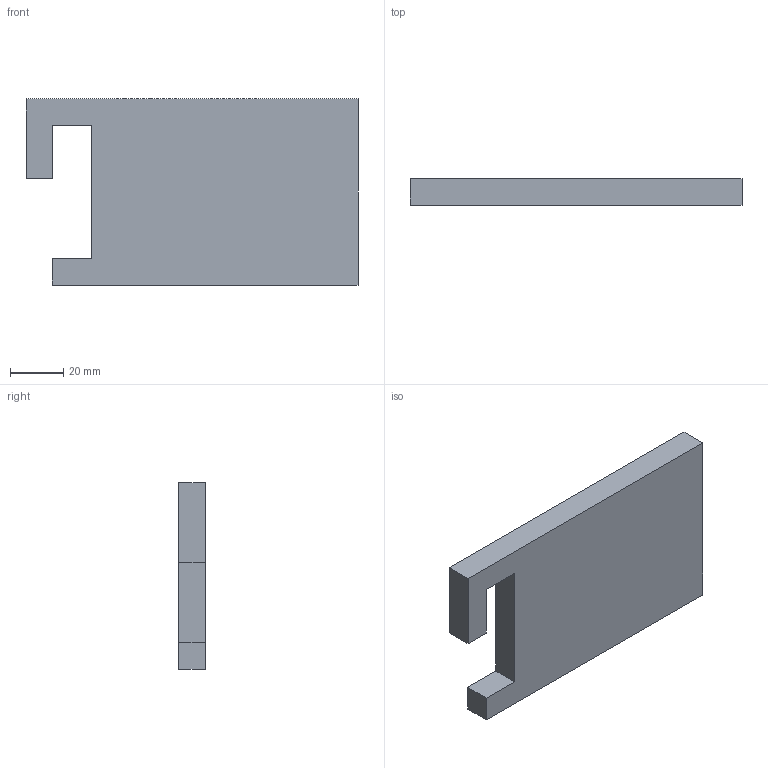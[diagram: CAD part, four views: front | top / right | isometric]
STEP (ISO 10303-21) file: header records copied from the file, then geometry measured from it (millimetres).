
FILE_DESCRIPTION(/* description */ (''),/* implementation_level */ '2;1');
FILE_NAME(/* name */ 'Shoe Hanger v9.stp',/* time_stamp */ '2022-09-22T11:52:14+02:00',/* author */ (''),/* organization */ (''),/* preprocessor_version */ 'ST-DEVELOPER v19',/* originating_system */ 'Autodesk Translation Framework v11.7.0.108',/* authorisation */ '');
FILE_SCHEMA (('AUTOMOTIVE_DESIGN { 1 0 10303 214 3 1 1 }'));
Length unit declared in the file: millimetre
Products named in the file (1): Shoe Hanger
Bounding box: 124.79 x 10 x 70 mm (x, y, z)
Volume: 69209.4 mm3; surface area: 21483.7 mm2
Topology: 1 solids, 1 shells, 54 faces, 150 edges, 100 vertices
Faces by surface type: plane 38, cylinder 16
Entity records: 1759 total; most frequent: CARTESIAN_POINT 305, ORIENTED_EDGE 300, DIRECTION 292, EDGE_CURVE 150, LINE 118, VECTOR 118, VERTEX_POINT 100, AXIS2_PLACEMENT_3D 87
